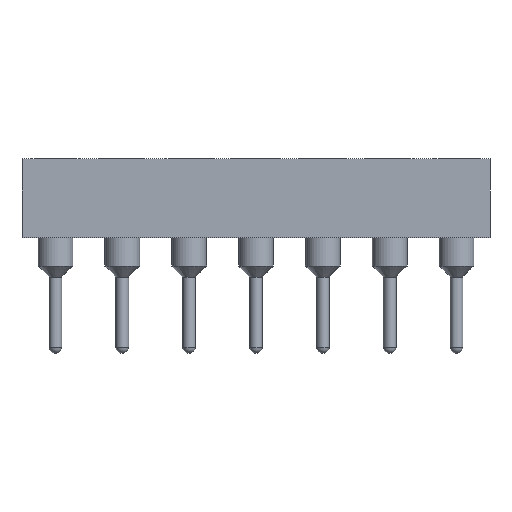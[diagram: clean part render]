
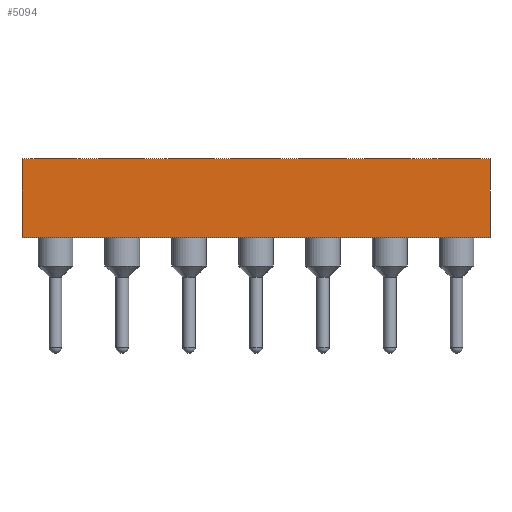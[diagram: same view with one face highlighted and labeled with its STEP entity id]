
A CAD part, front view. The second image highlights one B-rep face of the part: STEP entity #5094.
In plain terms, the highlighted planar face has unit normal (0, -1, 0).
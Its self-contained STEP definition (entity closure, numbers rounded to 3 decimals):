
#5094=ADVANCED_FACE('',(#9549),#9551,.T.);
#9549=FACE_BOUND('',#9550,.T.);
#9550=EDGE_LOOP('',(#11997,#11998,#11999,#12000));
#9551=PLANE('',#9552);
#9552=AXIS2_PLACEMENT_3D('',#9553,#9554,#9555);
#9553=CARTESIAN_POINT('',(1.27,-1.27,1.5));
#9554=DIRECTION('',(0.,-1.,0.));
#9555=DIRECTION('',(0.,0.,1.));
#11997=ORIENTED_EDGE('',*,*,#13117,.F.);
#11998=ORIENTED_EDGE('',*,*,#13080,.F.);
#11999=ORIENTED_EDGE('',*,*,#13111,.T.);
#12000=ORIENTED_EDGE('',*,*,#13132,.T.);
#13080=EDGE_CURVE('',#14776,#14778,#14779,.T.);
#13111=EDGE_CURVE('',#14776,#14837,#14839,.T.);
#13117=EDGE_CURVE('',#14778,#14841,#14849,.T.);
#13132=EDGE_CURVE('',#14837,#14841,#14868,.T.);
#14776=VERTEX_POINT('',#21024);
#14778=VERTEX_POINT('',#21028);
#14779=LINE('',#21029,#21030);
#14837=VERTEX_POINT('',#21162);
#14839=LINE('',#21166,#21167);
#14841=VERTEX_POINT('',#21172);
#14849=LINE('',#21188,#21189);
#14868=LINE('',#21238,#21239);
#21024=CARTESIAN_POINT('',(16.51,-1.27,1.5));
#21028=CARTESIAN_POINT('',(-1.27,-1.27,1.5));
#21029=CARTESIAN_POINT('',(16.51,-1.27,1.5));
#21030=VECTOR('',#21031,1.);
#21031=DIRECTION('',(-1.,0.,0.));
#21162=CARTESIAN_POINT('',(16.51,-1.27,4.5));
#21166=CARTESIAN_POINT('',(16.51,-1.27,1.5));
#21167=VECTOR('',#21168,1.);
#21168=DIRECTION('',(0.,0.,1.));
#21172=CARTESIAN_POINT('',(-1.27,-1.27,4.5));
#21188=CARTESIAN_POINT('',(-1.27,-1.27,1.5));
#21189=VECTOR('',#21190,1.);
#21190=DIRECTION('',(0.,0.,1.));
#21238=CARTESIAN_POINT('',(16.51,-1.27,4.5));
#21239=VECTOR('',#21240,1.);
#21240=DIRECTION('',(-1.,0.,0.));
